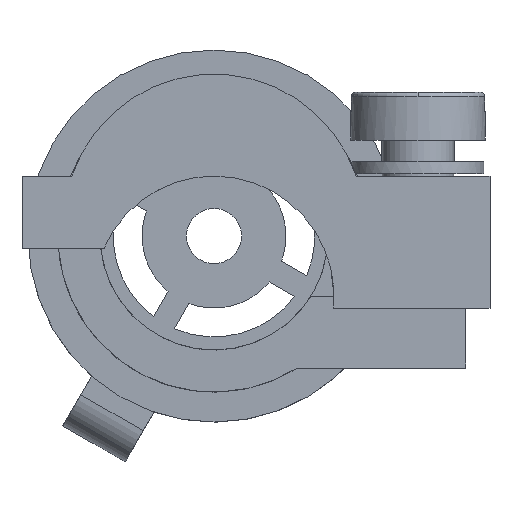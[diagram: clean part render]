
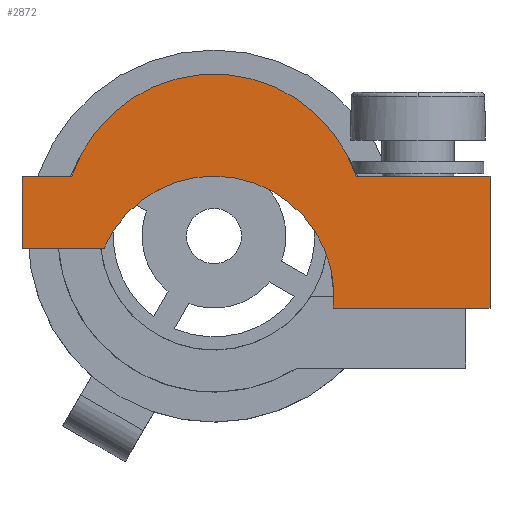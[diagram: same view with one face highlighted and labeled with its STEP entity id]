
A CAD part, left-side view. The second image highlights one B-rep face of the part: STEP entity #2872.
In plain terms, the highlighted planar face has unit normal (-1, 0, 0).
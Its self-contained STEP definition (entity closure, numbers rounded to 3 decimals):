
#2529=CARTESIAN_POINT('',(-46.,4.583,-0.5));
#2530=VERTEX_POINT('',#2529);
#2537=CARTESIAN_POINT('',(-46.,8.0,-0.5));
#2538=VERTEX_POINT('',#2537);
#2539=CARTESIAN_POINT('',(-46.,4.583,-0.5));
#2540=DIRECTION('',(0.0,1.0,0.0));
#2541=VECTOR('',#2540,3.417);
#2542=LINE('',#2539,#2541);
#2543=EDGE_CURVE('',#2530,#2538,#2542,.T.);
#2626=CARTESIAN_POINT('',(-46.,-11.5,-3.));
#2627=VERTEX_POINT('',#2626);
#2634=CARTESIAN_POINT('',(-46.,-4.975,-3.));
#2635=VERTEX_POINT('',#2634);
#2636=CARTESIAN_POINT('',(-46.,-11.5,-3.));
#2637=DIRECTION('',(0.0,1.0,0.0));
#2638=VECTOR('',#2637,6.525);
#2639=LINE('',#2636,#2638);
#2640=EDGE_CURVE('',#2627,#2635,#2639,.T.);
#2664=CARTESIAN_POINT('',(-46.,-11.5,2.5));
#2665=VERTEX_POINT('',#2664);
#2672=CARTESIAN_POINT('',(-46.,-11.5,2.5));
#2673=DIRECTION('',(0.0,0.0,-1.0));
#2674=VECTOR('',#2673,5.5);
#2675=LINE('',#2672,#2674);
#2676=EDGE_CURVE('',#2665,#2627,#2675,.T.);
#2695=CARTESIAN_POINT('',(-46.,-5.921,2.5));
#2696=VERTEX_POINT('',#2695);
#2703=CARTESIAN_POINT('',(-46.,-5.921,2.5));
#2704=DIRECTION('',(0.0,-1.0,0.0));
#2705=VECTOR('',#2704,5.579);
#2706=LINE('',#2703,#2705);
#2707=EDGE_CURVE('',#2696,#2665,#2706,.T.);
#2731=CARTESIAN_POINT('',(-46.,5.921,2.5));
#2732=VERTEX_POINT('',#2731);
#2739=CARTESIAN_POINT('',(-46.,0.0,0.5));
#2740=DIRECTION('',(1.,0.0,0.0));
#2741=DIRECTION('',(0.0,0.947,-0.32));
#2742=AXIS2_PLACEMENT_3D('',#2739,#2740,#2741);
#2743=CIRCLE('',#2742,6.25);
#2744=EDGE_CURVE('',#2732,#2696,#2743,.T.);
#2768=CARTESIAN_POINT('',(-46.,8.0,2.5));
#2769=VERTEX_POINT('',#2768);
#2776=CARTESIAN_POINT('',(-46.,8.0,2.5));
#2777=DIRECTION('',(0.0,-1.0,0.0));
#2778=VECTOR('',#2777,2.079);
#2779=LINE('',#2776,#2778);
#2780=EDGE_CURVE('',#2769,#2732,#2779,.T.);
#2798=CARTESIAN_POINT('',(-46.,8.0,-0.5));
#2799=DIRECTION('',(0.0,0.0,1.0));
#2800=VECTOR('',#2799,3.);
#2801=LINE('',#2798,#2800);
#2802=EDGE_CURVE('',#2538,#2769,#2801,.T.);
#2823=CARTESIAN_POINT('',(-46.,0.0,-2.5));
#2824=DIRECTION('',(-1.,0.0,0.0));
#2825=DIRECTION('',(0.0,-0.995,-0.1));
#2826=AXIS2_PLACEMENT_3D('',#2823,#2824,#2825);
#2827=CIRCLE('',#2826,5.0);
#2828=EDGE_CURVE('',#2635,#2530,#2827,.T.);
#2857=CARTESIAN_POINT('',(-46.,-2.099,1.537));
#2858=DIRECTION('',(1.0,0.0,0.0));
#2859=DIRECTION('',(0.0,0.0,-1.0));
#2860=AXIS2_PLACEMENT_3D('',#2857,#2858,#2859);
#2861=PLANE('',#2860);
#2862=ORIENTED_EDGE('',*,*,#2640,.F.);
#2863=ORIENTED_EDGE('',*,*,#2676,.F.);
#2864=ORIENTED_EDGE('',*,*,#2707,.F.);
#2865=ORIENTED_EDGE('',*,*,#2744,.F.);
#2866=ORIENTED_EDGE('',*,*,#2780,.F.);
#2867=ORIENTED_EDGE('',*,*,#2802,.F.);
#2868=ORIENTED_EDGE('',*,*,#2543,.F.);
#2869=ORIENTED_EDGE('',*,*,#2828,.F.);
#2870=EDGE_LOOP('',(#2862,#2863,#2864,#2865,#2866,#2867,#2868,#2869));
#2871=FACE_OUTER_BOUND('',#2870,.T.);
#2872=ADVANCED_FACE('',(#2871),#2861,.F.);
